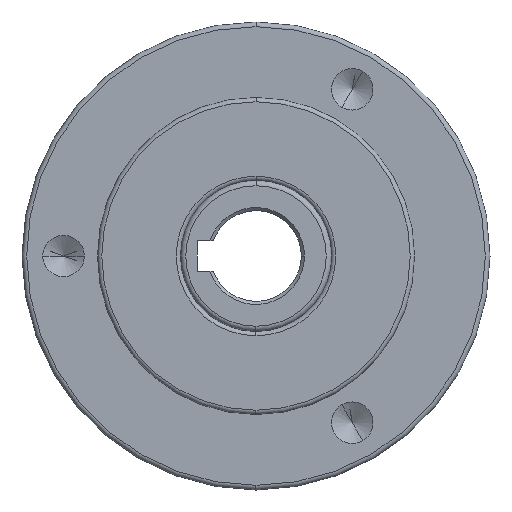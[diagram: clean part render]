
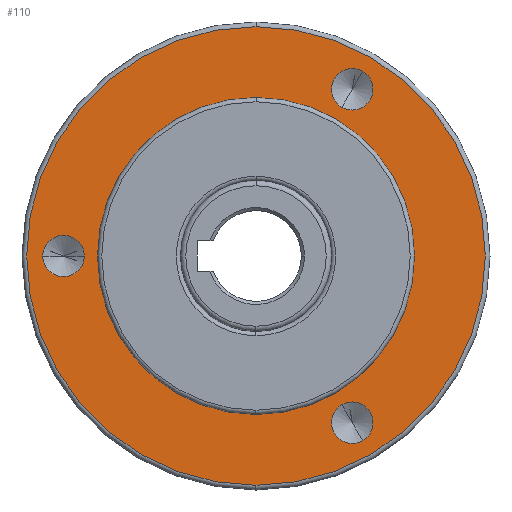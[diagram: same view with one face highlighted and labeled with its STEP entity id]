
A CAD part, left-side view. The second image highlights one B-rep face of the part: STEP entity #110.
In plain terms, the highlighted planar face has unit normal (-1, 0, 0).
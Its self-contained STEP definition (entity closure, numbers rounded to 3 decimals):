
#110=ADVANCED_FACE('',(#243,#244,#245,#246,#247),#248,.T.);
#243=FACE_BOUND('',#405,.T.);
#244=FACE_BOUND('',#406,.T.);
#245=FACE_BOUND('',#407,.T.);
#246=FACE_BOUND('',#408,.T.);
#247=FACE_OUTER_BOUND('',#409,.T.);
#248=PLANE('',#410);
#405=EDGE_LOOP('',(#912,#913));
#406=EDGE_LOOP('',(#914,#915));
#407=EDGE_LOOP('',(#916,#917));
#408=EDGE_LOOP('',(#918,#919));
#409=EDGE_LOOP('',(#920,#921,#922));
#410=AXIS2_PLACEMENT_3D('',#923,#924,#925);
#912=ORIENTED_EDGE('',*,*,#1153,.T.);
#913=ORIENTED_EDGE('',*,*,#1051,.T.);
#914=ORIENTED_EDGE('',*,*,#1154,.T.);
#915=ORIENTED_EDGE('',*,*,#1044,.T.);
#916=ORIENTED_EDGE('',*,*,#1155,.T.);
#917=ORIENTED_EDGE('',*,*,#1037,.T.);
#918=ORIENTED_EDGE('',*,*,#1100,.T.);
#919=ORIENTED_EDGE('',*,*,#1131,.T.);
#920=ORIENTED_EDGE('',*,*,#1156,.T.);
#921=ORIENTED_EDGE('',*,*,#1030,.T.);
#922=ORIENTED_EDGE('',*,*,#1157,.T.);
#923=CARTESIAN_POINT('',(-10.0,0.0,0.0));
#924=DIRECTION('',(-1.0,0.0,0.0));
#925=DIRECTION('',(0.0,0.0,1.0));
#1030=EDGE_CURVE('',#1359,#1361,#1363,.T.);
#1037=EDGE_CURVE('',#1370,#1373,#1375,.T.);
#1044=EDGE_CURVE('',#1382,#1385,#1387,.T.);
#1051=EDGE_CURVE('',#1394,#1397,#1399,.T.);
#1100=EDGE_CURVE('',#1486,#1483,#1487,.T.);
#1131=EDGE_CURVE('',#1483,#1486,#1535,.T.);
#1153=EDGE_CURVE('',#1397,#1394,#1565,.T.);
#1154=EDGE_CURVE('',#1385,#1382,#1566,.T.);
#1155=EDGE_CURVE('',#1373,#1370,#1567,.T.);
#1156=EDGE_CURVE('',#1568,#1359,#1569,.T.);
#1157=EDGE_CURVE('',#1361,#1568,#1570,.T.);
#1359=VERTEX_POINT('',#1666);
#1361=VERTEX_POINT('',#1668);
#1363=CIRCLE('',#1670,30.38);
#1370=VERTEX_POINT('',#1679);
#1373=VERTEX_POINT('',#1683);
#1375=CIRCLE('',#1686,2.75);
#1382=VERTEX_POINT('',#1695);
#1385=VERTEX_POINT('',#1699);
#1387=CIRCLE('',#1702,2.75);
#1394=VERTEX_POINT('',#1711);
#1397=VERTEX_POINT('',#1715);
#1399=CIRCLE('',#1718,2.75);
#1483=VERTEX_POINT('',#1820);
#1486=VERTEX_POINT('',#1824);
#1487=CIRCLE('',#1825,21.0);
#1535=CIRCLE('',#1923,21.0);
#1565=CIRCLE('',#1953,2.75);
#1566=CIRCLE('',#1954,2.75);
#1567=CIRCLE('',#1955,2.75);
#1568=VERTEX_POINT('',#1956);
#1569=CIRCLE('',#1957,30.38);
#1570=CIRCLE('',#1958,30.38);
#1666=CARTESIAN_POINT('',(-10.0,0.,30.38));
#1668=CARTESIAN_POINT('',(-10.0,0.,-30.38));
#1670=AXIS2_PLACEMENT_3D('',#2106,#2107,#2108);
#1679=CARTESIAN_POINT('',(-10.0,28.25,0.));
#1683=CARTESIAN_POINT('',(-10.0,22.75,0.));
#1686=AXIS2_PLACEMENT_3D('',#2119,#2120,#2121);
#1695=CARTESIAN_POINT('',(-10.0,-14.125,24.465));
#1699=CARTESIAN_POINT('',(-10.0,-11.375,19.702));
#1702=AXIS2_PLACEMENT_3D('',#2132,#2133,#2134);
#1711=CARTESIAN_POINT('',(-10.0,-14.125,-24.465));
#1715=CARTESIAN_POINT('',(-10.0,-11.375,-19.702));
#1718=AXIS2_PLACEMENT_3D('',#2145,#2146,#2147);
#1820=CARTESIAN_POINT('',(-10.0,-21.0,0.));
#1824=CARTESIAN_POINT('',(-10.0,21.0,0.));
#1825=AXIS2_PLACEMENT_3D('',#2254,#2255,#2256);
#1923=AXIS2_PLACEMENT_3D('',#2307,#2308,#2309);
#1953=AXIS2_PLACEMENT_3D('',#2373,#2374,#2375);
#1954=AXIS2_PLACEMENT_3D('',#2376,#2377,#2378);
#1955=AXIS2_PLACEMENT_3D('',#2379,#2380,#2381);
#1956=CARTESIAN_POINT('',(-10.0,-30.38,0.));
#1957=AXIS2_PLACEMENT_3D('',#2382,#2383,#2384);
#1958=AXIS2_PLACEMENT_3D('',#2385,#2386,#2387);
#2106=CARTESIAN_POINT('',(-10.0,0.,0.));
#2107=DIRECTION('',(-1.0,-0.0,0.0));
#2108=DIRECTION('',(0.0,-1.0,0.));
#2119=CARTESIAN_POINT('',(-10.0,25.5,0.0));
#2120=DIRECTION('',(1.0,0.0,-0.0));
#2121=DIRECTION('',(0.0,1.0,0.0));
#2132=CARTESIAN_POINT('',(-10.0,-12.75,22.084));
#2133=DIRECTION('',(1.0,0.0,-0.0));
#2134=DIRECTION('',(0.0,-0.5,0.866));
#2145=CARTESIAN_POINT('',(-10.0,-12.75,-22.084));
#2146=DIRECTION('',(1.0,0.0,0.0));
#2147=DIRECTION('',(0.0,-0.5,-0.866));
#2254=CARTESIAN_POINT('',(-10.0,0.,0.));
#2255=DIRECTION('',(1.0,0.0,0.0));
#2256=DIRECTION('',(0.0,-1.0,0.));
#2307=CARTESIAN_POINT('',(-10.0,0.,0.));
#2308=DIRECTION('',(1.0,0.0,0.0));
#2309=DIRECTION('',(0.0,-1.0,0.));
#2373=CARTESIAN_POINT('',(-10.0,-12.75,-22.084));
#2374=DIRECTION('',(1.0,0.0,0.0));
#2375=DIRECTION('',(0.0,-0.5,-0.866));
#2376=CARTESIAN_POINT('',(-10.0,-12.75,22.084));
#2377=DIRECTION('',(1.0,0.0,-0.0));
#2378=DIRECTION('',(0.0,-0.5,0.866));
#2379=CARTESIAN_POINT('',(-10.0,25.5,0.0));
#2380=DIRECTION('',(1.0,0.0,-0.0));
#2381=DIRECTION('',(0.0,1.0,0.0));
#2382=CARTESIAN_POINT('',(-10.0,0.,0.));
#2383=DIRECTION('',(-1.0,-0.0,0.0));
#2384=DIRECTION('',(0.0,-1.0,0.));
#2385=CARTESIAN_POINT('',(-10.0,0.,0.));
#2386=DIRECTION('',(-1.0,-0.0,0.0));
#2387=DIRECTION('',(0.0,-1.0,0.));
